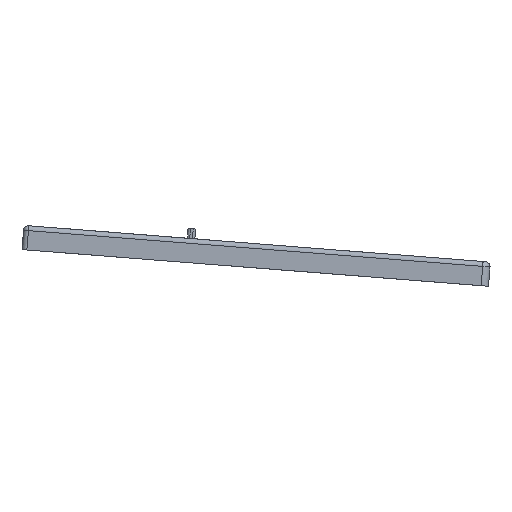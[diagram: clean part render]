
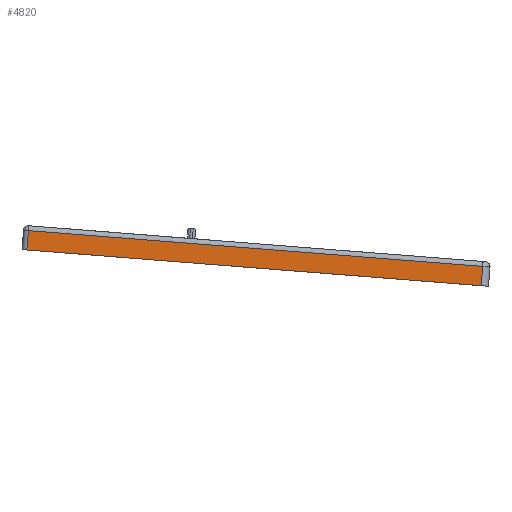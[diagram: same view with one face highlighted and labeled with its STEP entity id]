
A CAD part, left-side view. The second image highlights one B-rep face of the part: STEP entity #4820.
In plain terms, the highlighted planar face has unit normal (-1, 0, 0).
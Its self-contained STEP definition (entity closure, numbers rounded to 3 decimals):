
#128=PLANE('',#5225);
#344=FACE_OUTER_BOUND('',#635,.T.);
#635=EDGE_LOOP('',(#3807,#3808,#3809,#3810));
#1079=LINE('',#7674,#1589);
#1093=LINE('',#7734,#1603);
#1094=LINE('',#7737,#1604);
#1095=LINE('',#7738,#1605);
#1589=VECTOR('',#6131,10.);
#1603=VECTOR('',#6201,10.);
#1604=VECTOR('',#6204,10.);
#1605=VECTOR('',#6205,10.);
#2305=VERTEX_POINT('',#7671);
#2306=VERTEX_POINT('',#7673);
#2324=VERTEX_POINT('',#7732);
#2325=VERTEX_POINT('',#7736);
#2857=EDGE_CURVE('',#2305,#2306,#1079,.T.);
#2888=EDGE_CURVE('',#2324,#2305,#1093,.T.);
#2889=EDGE_CURVE('',#2325,#2324,#1094,.T.);
#2890=EDGE_CURVE('',#2306,#2325,#1095,.T.);
#3807=ORIENTED_EDGE('',*,*,#2889,.F.);
#3808=ORIENTED_EDGE('',*,*,#2890,.F.);
#3809=ORIENTED_EDGE('',*,*,#2857,.F.);
#3810=ORIENTED_EDGE('',*,*,#2888,.F.);
#4820=ADVANCED_FACE('',(#344),#128,.T.);
#5225=AXIS2_PLACEMENT_3D('',#7735,#6202,#6203);
#6131=DIRECTION('',(0.,0.997,0.078));
#6201=DIRECTION('',(0.,0.078,-0.997));
#6202=DIRECTION('center_axis',(-1.,0.,0.));
#6203=DIRECTION('ref_axis',(0.,-0.997,-0.078));
#6204=DIRECTION('',(0.,-0.997,-0.078));
#6205=DIRECTION('',(0.,-0.078,0.997));
#7671=CARTESIAN_POINT('',(-206.546,296.675,112.636));
#7673=CARTESIAN_POINT('',(-206.546,482.101,127.229));
#7674=CARTESIAN_POINT('',(-206.546,436.774,123.662));
#7732=CARTESIAN_POINT('',(-206.546,296.055,120.511));
#7734=CARTESIAN_POINT('',(-206.546,296.624,113.284));
#7735=CARTESIAN_POINT('Origin',(-206.546,484.744,118.811));
#7736=CARTESIAN_POINT('',(-206.546,481.481,135.105));
#7737=CARTESIAN_POINT('',(-206.546,436.109,131.534));
#7738=CARTESIAN_POINT('',(-206.546,482.05,127.877));
